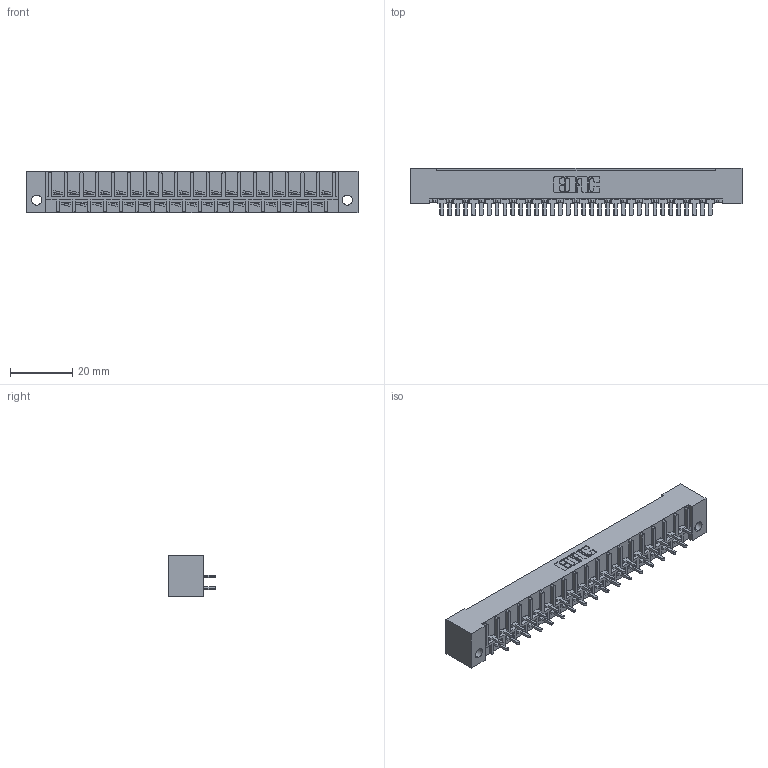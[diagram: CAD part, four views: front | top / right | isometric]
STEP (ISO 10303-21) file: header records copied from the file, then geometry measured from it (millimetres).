
FILE_DESCRIPTION (( 'STEP AP203' ), '1' );
FILE_NAME ('408-035-524-112.STEP', '2019-11-04T19:16:33', ( '' ), ( '' ), 'SwSTEP 2.0', 'SolidWorks 2016', '' );
FILE_SCHEMA (( 'CONFIG_CONTROL_DESIGN' ));
Length unit declared in the file: inch
Products named in the file (4): 408-290-001_408-290-124 - Top; 408-290-001_408-290-124 - Bottom; 408 Part_035 - 1; 408-035-524-112
Assembly tree (36 placements, depth 2):
  408-035-524-112
    408 Part_035 - 1
    408-290-001_408-290-124 - Bottom  x18
    408-290-001_408-290-124 - Top  x17
Bounding box: 106.83 x 15.42 x 13.49 mm (x, y, z)
Volume: 12237.1 mm3; surface area: 14537.7 mm2
Topology: 36 solids, 36 shells, 2052 faces, 5638 edges, 3664 vertices
Faces by surface type: plane 1549, cylinder 363, bspline 140
Entity records: 27828 total; most frequent: CARTESIAN_POINT 4839, ORIENTED_EDGE 4676, DIRECTION 4244, EDGE_CURVE 2338, VECTOR 2074, LINE 2074, VERTEX_POINT 1552, AXIS2_PLACEMENT_3D 1085
